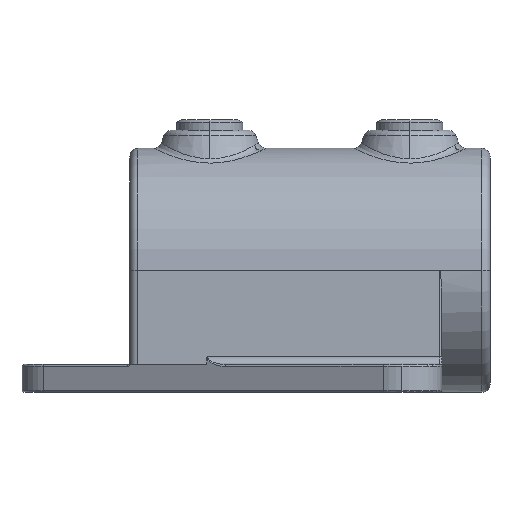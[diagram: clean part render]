
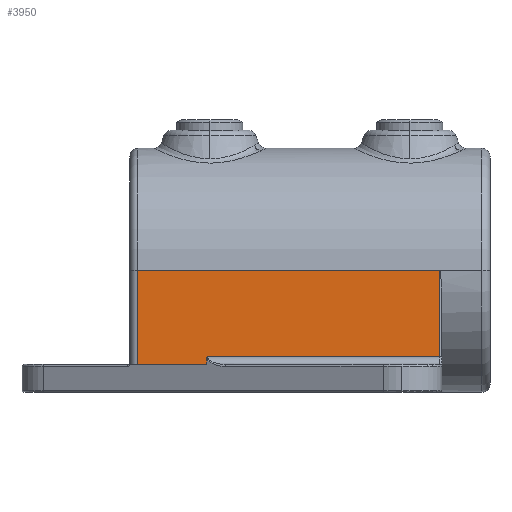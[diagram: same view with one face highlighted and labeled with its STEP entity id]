
A CAD part, left-side view. The second image highlights one B-rep face of the part: STEP entity #3950.
In plain terms, the highlighted planar face has unit normal (-1, 0, 0).
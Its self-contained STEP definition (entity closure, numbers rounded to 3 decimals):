
#8 = ORIENTED_EDGE ( 'NONE', *, *, #4902, .T. ) ;
#68 = DIRECTION ( 'NONE',  ( 0., 0., 1. ) ) ;
#180 = EDGE_CURVE ( 'NONE', #2966, #2152, #3989, .T. ) ;
#467 = DIRECTION ( 'NONE',  ( 0., 1., 0. ) ) ;
#479 = DIRECTION ( 'NONE',  ( 0., -1., 0. ) ) ;
#646 = EDGE_CURVE ( 'NONE', #829, #3170, #1348, .T. ) ;
#651 = VECTOR ( 'NONE', #467, 1000. ) ;
#658 = DIRECTION ( 'NONE',  ( 0., 0., 1. ) ) ;
#744 = VECTOR ( 'NONE', #658, 1000. ) ;
#829 = VERTEX_POINT ( 'NONE', #2168 ) ;
#871 = CARTESIAN_POINT ( 'NONE',  ( -30.5, -55., 30.5 ) ) ;
#872 = LINE ( 'NONE', #1059, #5127 ) ;
#1059 = CARTESIAN_POINT ( 'NONE',  ( -30.5, -55., 9. ) ) ;
#1063 = CARTESIAN_POINT ( 'NONE',  ( -30.5, 3.762, 8.464 ) ) ;
#1080 = ORIENTED_EDGE ( 'NONE', *, *, #5176, .T. ) ;
#1150 = VECTOR ( 'NONE', #1377, 1000. ) ;
#1347 = CARTESIAN_POINT ( 'NONE',  ( -30.5, -55., 30.5 ) ) ;
#1348 = LINE ( 'NONE', #2897, #651 ) ;
#1377 = DIRECTION ( 'NONE',  ( 0., 0., -1. ) ) ;
#1575 = ORIENTED_EDGE ( 'NONE', *, *, #180, .T. ) ;
#1944 = EDGE_CURVE ( 'NONE', #4565, #3170, #3291, .T. ) ;
#2068 = VECTOR ( 'NONE', #68, 1000. ) ;
#2080 = CARTESIAN_POINT ( 'NONE',  ( -30.5, 3.637, 9. ) ) ;
#2138 = EDGE_LOOP ( 'NONE', ( #3106, #1080, #4957, #4582, #4635, #8, #1575 ) ) ;
#2152 = VERTEX_POINT ( 'NONE', #2080 ) ;
#2168 = CARTESIAN_POINT ( 'NONE',  ( -30.5, 3.762, 7. ) ) ;
#2182 = LINE ( 'NONE', #3479, #744 ) ;
#2201 = CARTESIAN_POINT ( 'NONE',  ( -30.5, 3.752, 8.649 ) ) ;
#2362 = LINE ( 'NONE', #871, #4289 ) ;
#2555 = CARTESIAN_POINT ( 'NONE',  ( -30.5, 21., 7. ) ) ;
#2560 = VERTEX_POINT ( 'NONE', #5095 ) ;
#2594 = CARTESIAN_POINT ( 'NONE',  ( -30.5, 3.678, 8.918 ) ) ;
#2597 = CARTESIAN_POINT ( 'NONE',  ( -30.5, 21., 7. ) ) ;
#2897 = CARTESIAN_POINT ( 'NONE',  ( -30.5, -55., 7. ) ) ;
#2966 = VERTEX_POINT ( 'NONE', #1063 ) ;
#3011 = LINE ( 'NONE', #3622, #2068 ) ;
#3060 = DIRECTION ( 'NONE',  ( 0., -1., 0. ) ) ;
#3106 = ORIENTED_EDGE ( 'NONE', *, *, #4913, .T. ) ;
#3170 = VERTEX_POINT ( 'NONE', #2555 ) ;
#3291 = LINE ( 'NONE', #2597, #1150 ) ;
#3310 = DIRECTION ( 'NONE',  ( 0., 1., 0. ) ) ;
#3422 = VERTEX_POINT ( 'NONE', #5133 ) ;
#3479 = CARTESIAN_POINT ( 'NONE',  ( -30.5, 3.762, 30.5 ) ) ;
#3622 = CARTESIAN_POINT ( 'NONE',  ( -30.5, -54.5, 30.5 ) ) ;
#3742 = PLANE ( 'NONE',  #4514 ) ;
#3789 = CARTESIAN_POINT ( 'NONE',  ( -30.5, 3.762, 8.464 ) ) ;
#3900 = EDGE_CURVE ( 'NONE', #2560, #4565, #2362, .T. ) ;
#3950 = ADVANCED_FACE ( 'NONE', ( #4176 ), #3742, .T. ) ;
#3989 = B_SPLINE_CURVE_WITH_KNOTS ( 'NONE', 3,
 ( #3789, #4611, #2201, #4990, #2594, #5005 ),
 .UNSPECIFIED., .F., .F.,
 ( 4, 2, 4 ),
 ( 0., 0., 0.001 ),
 .UNSPECIFIED. ) ;
#4176 = FACE_OUTER_BOUND ( 'NONE', #2138, .T. ) ;
#4289 = VECTOR ( 'NONE', #3310, 1000. ) ;
#4444 = DIRECTION ( 'NONE',  ( -1., 0., 0. ) ) ;
#4514 = AXIS2_PLACEMENT_3D ( 'NONE', #1347, #4444, #479 ) ;
#4565 = VERTEX_POINT ( 'NONE', #4898 ) ;
#4582 = ORIENTED_EDGE ( 'NONE', *, *, #1944, .T. ) ;
#4611 = CARTESIAN_POINT ( 'NONE',  ( -30.5, 3.762, 8.557 ) ) ;
#4635 = ORIENTED_EDGE ( 'NONE', *, *, #646, .F. ) ;
#4898 = CARTESIAN_POINT ( 'NONE',  ( -30.5, 21., 30.5 ) ) ;
#4902 = EDGE_CURVE ( 'NONE', #829, #2966, #2182, .T. ) ;
#4913 = EDGE_CURVE ( 'NONE', #2152, #3422, #872, .T. ) ;
#4957 = ORIENTED_EDGE ( 'NONE', *, *, #3900, .T. ) ;
#4990 = CARTESIAN_POINT ( 'NONE',  ( -30.5, 3.711, 8.828 ) ) ;
#5005 = CARTESIAN_POINT ( 'NONE',  ( -30.5, 3.637, 9. ) ) ;
#5095 = CARTESIAN_POINT ( 'NONE',  ( -30.5, -54.5, 30.5 ) ) ;
#5127 = VECTOR ( 'NONE', #3060, 1000. ) ;
#5133 = CARTESIAN_POINT ( 'NONE',  ( -30.5, -54.5, 9. ) ) ;
#5176 = EDGE_CURVE ( 'NONE', #3422, #2560, #3011, .T. ) ;
